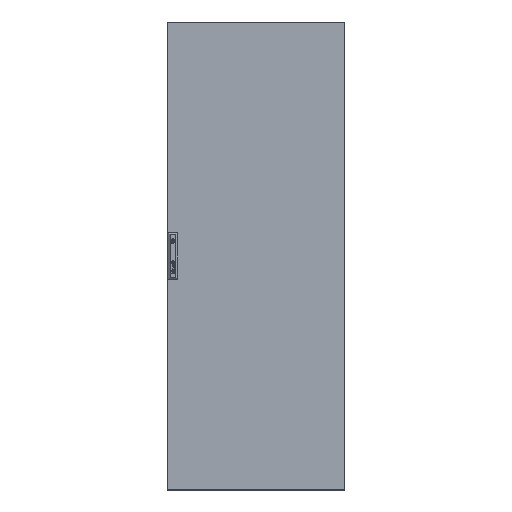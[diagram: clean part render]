
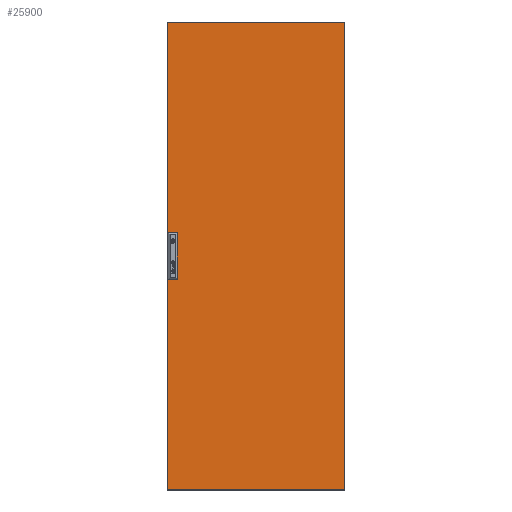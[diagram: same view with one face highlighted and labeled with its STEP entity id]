
A CAD part, top view. The second image highlights one B-rep face of the part: STEP entity #25900.
In plain terms, the highlighted planar face has unit normal (0, 0, 1).
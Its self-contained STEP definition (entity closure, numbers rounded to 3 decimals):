
#66 = VECTOR ( 'NONE', #23105, 1000. ) ;
#728 = CARTESIAN_POINT ( 'NONE',  ( -265.7, 88.5, 0. ) ) ;
#1424 = CARTESIAN_POINT ( 'NONE',  ( -265.7, -61.5, 0. ) ) ;
#1617 = VERTEX_POINT ( 'NONE', #7424 ) ;
#1983 = DIRECTION ( 'NONE',  ( 1., 0., 0. ) ) ;
#2032 = EDGE_CURVE ( 'NONE', #21967, #44353, #21292, .T. ) ;
#3548 = EDGE_CURVE ( 'NONE', #20615, #12637, #36531, .T. ) ;
#3593 = VECTOR ( 'NONE', #69917, 1000. ) ;
#3842 = DIRECTION ( 'NONE',  ( 0., 0., 1. ) ) ;
#3899 = DIRECTION ( 'NONE',  ( 1., 0., 0. ) ) ;
#4687 = CARTESIAN_POINT ( 'NONE',  ( 0., 0., 0. ) ) ;
#5118 = FACE_BOUND ( 'NONE', #18940, .T. ) ;
#5411 = ORIENTED_EDGE ( 'NONE', *, *, #72174, .F. ) ;
#5497 = ORIENTED_EDGE ( 'NONE', *, *, #29234, .F. ) ;
#5528 = FACE_OUTER_BOUND ( 'NONE', #62159, .T. ) ;
#5972 = EDGE_CURVE ( 'NONE', #29630, #18098, #75841, .T. ) ;
#7232 = ORIENTED_EDGE ( 'NONE', *, *, #3548, .F. ) ;
#7424 = CARTESIAN_POINT ( 'NONE',  ( -290.7, -61.5, 0. ) ) ;
#8776 = DIRECTION ( 'NONE',  ( 0., 1., 0. ) ) ;
#9413 = VERTEX_POINT ( 'NONE', #11191 ) ;
#11191 = CARTESIAN_POINT ( 'NONE',  ( -290.7, -11.5, 0. ) ) ;
#12637 = VERTEX_POINT ( 'NONE', #20709 ) ;
#13539 = DIRECTION ( 'NONE',  ( 0., -1., 0. ) ) ;
#13723 = VECTOR ( 'NONE', #54728, 1000. ) ;
#17189 = ORIENTED_EDGE ( 'NONE', *, *, #35993, .T. ) ;
#17855 = VECTOR ( 'NONE', #74806, 1000. ) ;
#18098 = VERTEX_POINT ( 'NONE', #50838 ) ;
#18496 = CARTESIAN_POINT ( 'NONE',  ( -265.7, 38.5, 0. ) ) ;
#18735 = VECTOR ( 'NONE', #72891, 1000. ) ;
#18940 = EDGE_LOOP ( 'NONE', ( #79461, #5411, #7232, #74252 ) ) ;
#19994 = DIRECTION ( 'NONE',  ( -1., 0., 0. ) ) ;
#20615 = VERTEX_POINT ( 'NONE', #74710 ) ;
#20709 = CARTESIAN_POINT ( 'NONE',  ( -265.7, 88.5, 0. ) ) ;
#21292 = LINE ( 'NONE', #35536, #79273 ) ;
#21967 = VERTEX_POINT ( 'NONE', #68739 ) ;
#22937 = VERTEX_POINT ( 'NONE', #56286 ) ;
#23105 = DIRECTION ( 'NONE',  ( -1., 0., 0. ) ) ;
#25900 = ADVANCED_FACE ( 'NONE', ( #5118, #30246, #5528 ), #49527, .T. ) ;
#26014 = LINE ( 'NONE', #51660, #34402 ) ;
#27168 = EDGE_CURVE ( 'NONE', #44353, #52836, #73335, .T. ) ;
#28369 = CARTESIAN_POINT ( 'NONE',  ( -297., -770., 0. ) ) ;
#29173 = VERTEX_POINT ( 'NONE', #28369 ) ;
#29234 = EDGE_CURVE ( 'NONE', #66486, #22937, #47235, .T. ) ;
#29628 = DIRECTION ( 'NONE',  ( -1., 0., 0. ) ) ;
#29630 = VERTEX_POINT ( 'NONE', #43965 ) ;
#30246 = FACE_BOUND ( 'NONE', #70710, .T. ) ;
#31612 = CARTESIAN_POINT ( 'NONE',  ( -297., 797., 0. ) ) ;
#32200 = ORIENTED_EDGE ( 'NONE', *, *, #27168, .T. ) ;
#32432 = DIRECTION ( 'NONE',  ( 0., -1., 0. ) ) ;
#34402 = VECTOR ( 'NONE', #13539, 1000. ) ;
#34533 = CARTESIAN_POINT ( 'NONE',  ( -297., -770., 0. ) ) ;
#34914 = LINE ( 'NONE', #36126, #66 ) ;
#35536 = CARTESIAN_POINT ( 'NONE',  ( 297., 797., 0. ) ) ;
#35993 = EDGE_CURVE ( 'NONE', #52836, #29173, #82041, .T. ) ;
#36126 = CARTESIAN_POINT ( 'NONE',  ( -265.7, -11.5, 0. ) ) ;
#36531 = LINE ( 'NONE', #18496, #17855 ) ;
#37010 = AXIS2_PLACEMENT_3D ( 'NONE', #4687, #3842, #49934 ) ;
#39012 = EDGE_CURVE ( 'NONE', #1617, #66486, #80779, .T. ) ;
#41026 = EDGE_CURVE ( 'NONE', #18098, #20615, #42234, .T. ) ;
#42234 = LINE ( 'NONE', #67870, #48992 ) ;
#43437 = ORIENTED_EDGE ( 'NONE', *, *, #66062, .F. ) ;
#43965 = CARTESIAN_POINT ( 'NONE',  ( -290.7, 88.5, 0. ) ) ;
#44312 = CARTESIAN_POINT ( 'NONE',  ( -290.7, 38.5, 0. ) ) ;
#44329 = ORIENTED_EDGE ( 'NONE', *, *, #63721, .F. ) ;
#44353 = VERTEX_POINT ( 'NONE', #48587 ) ;
#46325 = ORIENTED_EDGE ( 'NONE', *, *, #2032, .T. ) ;
#47235 = LINE ( 'NONE', #79200, #18735 ) ;
#48587 = CARTESIAN_POINT ( 'NONE',  ( 297., 797., 0. ) ) ;
#48992 = VECTOR ( 'NONE', #1983, 1000. ) ;
#49527 = PLANE ( 'NONE',  #37010 ) ;
#49601 = EDGE_CURVE ( 'NONE', #29173, #21967, #79872, .T. ) ;
#49934 = DIRECTION ( 'NONE',  ( 1., 0., 0. ) ) ;
#50757 = VECTOR ( 'NONE', #32432, 1000. ) ;
#50838 = CARTESIAN_POINT ( 'NONE',  ( -290.7, 38.5, 0. ) ) ;
#51660 = CARTESIAN_POINT ( 'NONE',  ( -290.7, -61.5, 0. ) ) ;
#51912 = LINE ( 'NONE', #728, #79854 ) ;
#52836 = VERTEX_POINT ( 'NONE', #64734 ) ;
#54728 = DIRECTION ( 'NONE',  ( 1., 0., 0. ) ) ;
#56286 = CARTESIAN_POINT ( 'NONE',  ( -265.7, -11.5, 0. ) ) ;
#62159 = EDGE_LOOP ( 'NONE', ( #17189, #62852, #46325, #32200 ) ) ;
#62852 = ORIENTED_EDGE ( 'NONE', *, *, #49601, .T. ) ;
#63721 = EDGE_CURVE ( 'NONE', #22937, #9413, #34914, .T. ) ;
#64734 = CARTESIAN_POINT ( 'NONE',  ( -297., 797., 0. ) ) ;
#66062 = EDGE_CURVE ( 'NONE', #9413, #1617, #26014, .T. ) ;
#66486 = VERTEX_POINT ( 'NONE', #1424 ) ;
#66657 = VECTOR ( 'NONE', #29628, 1000. ) ;
#67870 = CARTESIAN_POINT ( 'NONE',  ( -265.7, 38.5, 0. ) ) ;
#68739 = CARTESIAN_POINT ( 'NONE',  ( 297., -770., 0. ) ) ;
#69159 = ORIENTED_EDGE ( 'NONE', *, *, #39012, .F. ) ;
#69917 = DIRECTION ( 'NONE',  ( 0., -1., 0. ) ) ;
#70710 = EDGE_LOOP ( 'NONE', ( #43437, #44329, #5497, #69159 ) ) ;
#72174 = EDGE_CURVE ( 'NONE', #12637, #29630, #51912, .T. ) ;
#72891 = DIRECTION ( 'NONE',  ( 0., 1., 0. ) ) ;
#73335 = LINE ( 'NONE', #73771, #66657 ) ;
#73771 = CARTESIAN_POINT ( 'NONE',  ( -297., 797., 0. ) ) ;
#74252 = ORIENTED_EDGE ( 'NONE', *, *, #41026, .F. ) ;
#74710 = CARTESIAN_POINT ( 'NONE',  ( -265.7, 38.5, 0. ) ) ;
#74806 = DIRECTION ( 'NONE',  ( 0., 1., 0. ) ) ;
#75841 = LINE ( 'NONE', #44312, #3593 ) ;
#79200 = CARTESIAN_POINT ( 'NONE',  ( -265.7, -61.5, 0. ) ) ;
#79273 = VECTOR ( 'NONE', #8776, 1000. ) ;
#79461 = ORIENTED_EDGE ( 'NONE', *, *, #5972, .F. ) ;
#79854 = VECTOR ( 'NONE', #19994, 1000. ) ;
#79872 = LINE ( 'NONE', #34533, #82865 ) ;
#79947 = CARTESIAN_POINT ( 'NONE',  ( -265.7, -61.5, 0. ) ) ;
#80779 = LINE ( 'NONE', #79947, #13723 ) ;
#82041 = LINE ( 'NONE', #31612, #50757 ) ;
#82865 = VECTOR ( 'NONE', #3899, 1000. ) ;
